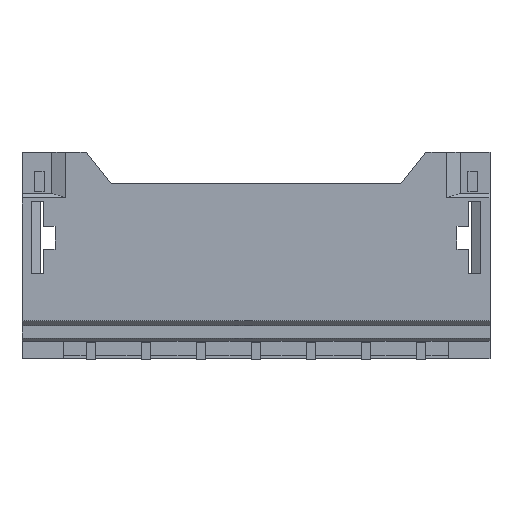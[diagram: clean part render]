
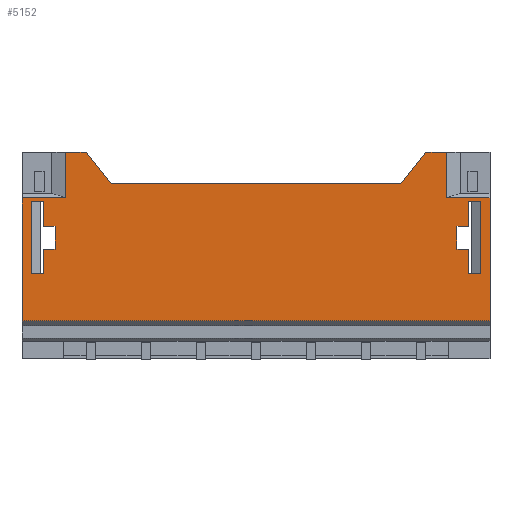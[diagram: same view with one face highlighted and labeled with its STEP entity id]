
A CAD part, front view. The second image highlights one B-rep face of the part: STEP entity #5152.
In plain terms, the highlighted planar face has unit normal (0, -1, 0).
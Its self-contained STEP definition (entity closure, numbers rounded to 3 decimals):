
#351=DIRECTION('',(0.,0.,1.));
#352=VECTOR('',#351,0.5);
#353=CARTESIAN_POINT('',(4.38,-1.4,0.13));
#354=LINE('',#353,#352);
#355=DIRECTION('',(-1.,0.,0.));
#356=VECTOR('',#355,0.25);
#357=CARTESIAN_POINT('',(4.63,-1.4,0.13));
#358=LINE('',#357,#356);
#359=DIRECTION('',(0.,0.,1.));
#360=VECTOR('',#359,0.53);
#361=CARTESIAN_POINT('',(4.63,-1.4,-0.4));
#362=LINE('',#361,#360);
#363=DIRECTION('',(1.,0.,0.));
#364=VECTOR('',#363,0.27);
#365=CARTESIAN_POINT('',(4.63,-1.4,-0.4));
#366=LINE('',#365,#364);
#367=DIRECTION('',(0.,0.,1.));
#368=VECTOR('',#367,1.58);
#369=CARTESIAN_POINT('',(4.9,-1.4,-0.4));
#370=LINE('',#369,#368);
#371=DIRECTION('',(1.,0.,0.));
#372=VECTOR('',#371,0.27);
#373=CARTESIAN_POINT('',(4.63,-1.4,1.18));
#374=LINE('',#373,#372);
#375=DIRECTION('',(0.,0.,1.));
#376=VECTOR('',#375,0.55);
#377=CARTESIAN_POINT('',(4.63,-1.4,0.63));
#378=LINE('',#377,#376);
#379=DIRECTION('',(1.,0.,0.));
#380=VECTOR('',#379,0.25);
#381=CARTESIAN_POINT('',(4.38,-1.4,0.63));
#382=LINE('',#381,#380);
#383=DIRECTION('',(-1.,0.,0.));
#384=VECTOR('',#383,0.25);
#385=CARTESIAN_POINT('',(-4.38,-1.4,0.13));
#386=LINE('',#385,#384);
#387=DIRECTION('',(0.,0.,-1.));
#388=VECTOR('',#387,0.5);
#389=CARTESIAN_POINT('',(-4.38,-1.4,0.63));
#390=LINE('',#389,#388);
#391=DIRECTION('',(1.,0.,0.));
#392=VECTOR('',#391,0.25);
#393=CARTESIAN_POINT('',(-4.63,-1.4,0.63));
#394=LINE('',#393,#392);
#395=DIRECTION('',(0.,0.,1.));
#396=VECTOR('',#395,0.55);
#397=CARTESIAN_POINT('',(-4.63,-1.4,0.63));
#398=LINE('',#397,#396);
#399=DIRECTION('',(1.,0.,0.));
#400=VECTOR('',#399,0.27);
#401=CARTESIAN_POINT('',(-4.9,-1.4,1.18));
#402=LINE('',#401,#400);
#403=DIRECTION('',(0.,0.,1.));
#404=VECTOR('',#403,1.58);
#405=CARTESIAN_POINT('',(-4.9,-1.4,-0.4));
#406=LINE('',#405,#404);
#407=DIRECTION('',(1.,0.,0.));
#408=VECTOR('',#407,0.27);
#409=CARTESIAN_POINT('',(-4.9,-1.4,-0.4));
#410=LINE('',#409,#408);
#411=DIRECTION('',(0.,0.,1.));
#412=VECTOR('',#411,0.53);
#413=CARTESIAN_POINT('',(-4.63,-1.4,-0.4));
#414=LINE('',#413,#412);
#415=DIRECTION('',(1.,0.,0.));
#416=VECTOR('',#415,0.945);
#417=CARTESIAN_POINT('',(4.155,-1.4,1.25));
#418=LINE('',#417,#416);
#419=DIRECTION('',(0.,0.,-1.));
#420=VECTOR('',#419,2.68);
#421=CARTESIAN_POINT('',(5.1,-1.4,1.25));
#422=LINE('',#421,#420);
#423=DIRECTION('',(1.,0.,0.));
#424=VECTOR('',#423,10.2);
#425=CARTESIAN_POINT('',(-5.1,-1.4,-1.43));
#426=LINE('',#425,#424);
#427=DIRECTION('',(0.,0.,1.));
#428=VECTOR('',#427,2.68);
#429=CARTESIAN_POINT('',(-5.1,-1.4,-1.43));
#430=LINE('',#429,#428);
#431=DIRECTION('',(1.,0.,0.));
#432=VECTOR('',#431,0.945);
#433=CARTESIAN_POINT('',(-5.1,-1.4,1.25));
#434=LINE('',#433,#432);
#435=DIRECTION('',(0.,0.,-1.));
#436=VECTOR('',#435,1.);
#437=CARTESIAN_POINT('',(-4.155,-1.4,2.25));
#438=LINE('',#437,#436);
#439=DIRECTION('',(1.,0.,0.));
#440=VECTOR('',#439,0.455);
#441=CARTESIAN_POINT('',(-4.155,-1.4,2.25));
#442=LINE('',#441,#440);
#443=DIRECTION('',(-0.622,0.,0.783));
#444=VECTOR('',#443,0.868);
#445=CARTESIAN_POINT('',(-3.16,-1.4,1.57));
#446=LINE('',#445,#444);
#447=DIRECTION('',(-1.,0.,0.));
#448=VECTOR('',#447,6.32);
#449=CARTESIAN_POINT('',(3.16,-1.4,1.57));
#450=LINE('',#449,#448);
#451=DIRECTION('',(-0.622,0.,-0.783));
#452=VECTOR('',#451,0.868);
#453=CARTESIAN_POINT('',(3.7,-1.4,2.25));
#454=LINE('',#453,#452);
#455=DIRECTION('',(1.,0.,0.));
#456=VECTOR('',#455,0.455);
#457=CARTESIAN_POINT('',(3.7,-1.4,2.25));
#458=LINE('',#457,#456);
#459=DIRECTION('',(0.,0.,-1.));
#460=VECTOR('',#459,1.);
#461=CARTESIAN_POINT('',(4.155,-1.4,2.25));
#462=LINE('',#461,#460);
#3549=CARTESIAN_POINT('',(3.7,-1.4,2.25));
#3550=CARTESIAN_POINT('',(3.16,-1.4,1.57));
#3551=VERTEX_POINT('',#3549);
#3552=VERTEX_POINT('',#3550);
#3553=CARTESIAN_POINT('',(-3.16,-1.4,1.57));
#3554=VERTEX_POINT('',#3553);
#3555=CARTESIAN_POINT('',(-3.7,-1.4,2.25));
#3556=VERTEX_POINT('',#3555);
#3565=CARTESIAN_POINT('',(-4.9,-1.4,-0.4));
#3566=CARTESIAN_POINT('',(-4.63,-1.4,-0.4));
#3567=VERTEX_POINT('',#3565);
#3568=VERTEX_POINT('',#3566);
#3569=CARTESIAN_POINT('',(4.63,-1.4,-0.4));
#3570=CARTESIAN_POINT('',(4.9,-1.4,-0.4));
#3571=VERTEX_POINT('',#3569);
#3572=VERTEX_POINT('',#3570);
#3573=CARTESIAN_POINT('',(-4.9,-1.4,1.18));
#3574=CARTESIAN_POINT('',(-4.63,-1.4,1.18));
#3575=VERTEX_POINT('',#3573);
#3576=VERTEX_POINT('',#3574);
#3577=CARTESIAN_POINT('',(4.63,-1.4,1.18));
#3578=CARTESIAN_POINT('',(4.9,-1.4,1.18));
#3579=VERTEX_POINT('',#3577);
#3580=VERTEX_POINT('',#3578);
#3609=CARTESIAN_POINT('',(4.38,-1.4,0.13));
#3610=CARTESIAN_POINT('',(4.38,-1.4,0.63));
#3611=VERTEX_POINT('',#3609);
#3612=VERTEX_POINT('',#3610);
#3613=CARTESIAN_POINT('',(4.63,-1.4,0.63));
#3614=VERTEX_POINT('',#3613);
#3615=CARTESIAN_POINT('',(4.63,-1.4,0.13));
#3616=VERTEX_POINT('',#3615);
#3617=CARTESIAN_POINT('',(-4.38,-1.4,0.13));
#3618=CARTESIAN_POINT('',(-4.63,-1.4,0.13));
#3619=VERTEX_POINT('',#3617);
#3620=VERTEX_POINT('',#3618);
#3621=CARTESIAN_POINT('',(-4.63,-1.4,0.63));
#3622=CARTESIAN_POINT('',(-4.38,-1.4,0.63));
#3623=VERTEX_POINT('',#3621);
#3624=VERTEX_POINT('',#3622);
#3681=CARTESIAN_POINT('',(-5.1,-1.4,-1.43));
#3682=CARTESIAN_POINT('',(5.1,-1.4,-1.43));
#3683=VERTEX_POINT('',#3681);
#3684=VERTEX_POINT('',#3682);
#3697=CARTESIAN_POINT('',(-4.155,-1.4,2.25));
#3699=VERTEX_POINT('',#3697);
#3707=CARTESIAN_POINT('',(4.155,-1.4,2.25));
#3708=VERTEX_POINT('',#3707);
#3865=CARTESIAN_POINT('',(4.155,-1.4,1.25));
#3866=CARTESIAN_POINT('',(5.1,-1.4,1.25));
#3867=VERTEX_POINT('',#3865);
#3868=VERTEX_POINT('',#3866);
#3874=CARTESIAN_POINT('',(-4.155,-1.4,1.25));
#3876=VERTEX_POINT('',#3874);
#3877=CARTESIAN_POINT('',(-5.1,-1.4,1.25));
#3878=VERTEX_POINT('',#3877);
#5090=CARTESIAN_POINT('',(0.,-1.4,0.));
#5091=DIRECTION('',(0.,1.,0.));
#5092=DIRECTION('',(1.,0.,0.));
#5093=AXIS2_PLACEMENT_3D('',#5090,#5091,#5092);
#5094=PLANE('',#5093);
#5096=ORIENTED_EDGE('',*,*,#5095,.T.);
#5098=ORIENTED_EDGE('',*,*,#5097,.T.);
#5100=ORIENTED_EDGE('',*,*,#5099,.F.);
#5101=ORIENTED_EDGE('',*,*,#5072,.T.);
#5102=ORIENTED_EDGE('',*,*,#4976,.T.);
#5103=ORIENTED_EDGE('',*,*,#4993,.F.);
#5104=ORIENTED_EDGE('',*,*,#5024,.T.);
#5106=ORIENTED_EDGE('',*,*,#5105,.F.);
#5108=ORIENTED_EDGE('',*,*,#5107,.F.);
#5110=ORIENTED_EDGE('',*,*,#5109,.F.);
#5111=ORIENTED_EDGE('',*,*,#5038,.T.);
#5113=ORIENTED_EDGE('',*,*,#5112,.T.);
#5114=EDGE_LOOP('',(#5096,#5098,#5100,#5101,#5102,#5103,#5104,#5106,#5108,#5110,
#5111,#5113));
#5115=FACE_OUTER_BOUND('',#5114,.F.);
#5117=ORIENTED_EDGE('',*,*,#5116,.F.);
#5119=ORIENTED_EDGE('',*,*,#5118,.F.);
#5121=ORIENTED_EDGE('',*,*,#5120,.F.);
#5123=ORIENTED_EDGE('',*,*,#5122,.T.);
#5125=ORIENTED_EDGE('',*,*,#5124,.F.);
#5127=ORIENTED_EDGE('',*,*,#5126,.F.);
#5129=ORIENTED_EDGE('',*,*,#5128,.T.);
#5131=ORIENTED_EDGE('',*,*,#5130,.T.);
#5132=EDGE_LOOP('',(#5117,#5119,#5121,#5123,#5125,#5127,#5129,#5131));
#5133=FACE_BOUND('',#5132,.F.);
#5135=ORIENTED_EDGE('',*,*,#5134,.F.);
#5137=ORIENTED_EDGE('',*,*,#5136,.F.);
#5139=ORIENTED_EDGE('',*,*,#5138,.F.);
#5141=ORIENTED_EDGE('',*,*,#5140,.T.);
#5143=ORIENTED_EDGE('',*,*,#5142,.T.);
#5145=ORIENTED_EDGE('',*,*,#5144,.F.);
#5147=ORIENTED_EDGE('',*,*,#5146,.F.);
#5149=ORIENTED_EDGE('',*,*,#5148,.F.);
#5150=EDGE_LOOP('',(#5135,#5137,#5139,#5141,#5143,#5145,#5147,#5149));
#5151=FACE_BOUND('',#5150,.F.);
#5152=ADVANCED_FACE('',(#5115,#5133,#5151),#5094,.F.);
#4976=EDGE_CURVE('',#3878,#3876,#434,.T.);
#4993=EDGE_CURVE('',#3699,#3876,#438,.T.);
#5024=EDGE_CURVE('',#3699,#3556,#442,.T.);
#5038=EDGE_CURVE('',#3551,#3708,#458,.T.);
#5072=EDGE_CURVE('',#3683,#3878,#430,.T.);
#5095=EDGE_CURVE('',#3867,#3868,#418,.T.);
#5097=EDGE_CURVE('',#3868,#3684,#422,.T.);
#5099=EDGE_CURVE('',#3683,#3684,#426,.T.);
#5105=EDGE_CURVE('',#3554,#3556,#446,.T.);
#5107=EDGE_CURVE('',#3552,#3554,#450,.T.);
#5109=EDGE_CURVE('',#3551,#3552,#454,.T.);
#5112=EDGE_CURVE('',#3708,#3867,#462,.T.);
#5116=EDGE_CURVE('',#3619,#3620,#386,.T.);
#5118=EDGE_CURVE('',#3624,#3619,#390,.T.);
#5120=EDGE_CURVE('',#3623,#3624,#394,.T.);
#5122=EDGE_CURVE('',#3623,#3576,#398,.T.);
#5124=EDGE_CURVE('',#3575,#3576,#402,.T.);
#5126=EDGE_CURVE('',#3567,#3575,#406,.T.);
#5128=EDGE_CURVE('',#3567,#3568,#410,.T.);
#5130=EDGE_CURVE('',#3568,#3620,#414,.T.);
#5134=EDGE_CURVE('',#3611,#3612,#354,.T.);
#5136=EDGE_CURVE('',#3616,#3611,#358,.T.);
#5138=EDGE_CURVE('',#3571,#3616,#362,.T.);
#5140=EDGE_CURVE('',#3571,#3572,#366,.T.);
#5142=EDGE_CURVE('',#3572,#3580,#370,.T.);
#5144=EDGE_CURVE('',#3579,#3580,#374,.T.);
#5146=EDGE_CURVE('',#3614,#3579,#378,.T.);
#5148=EDGE_CURVE('',#3612,#3614,#382,.T.);
